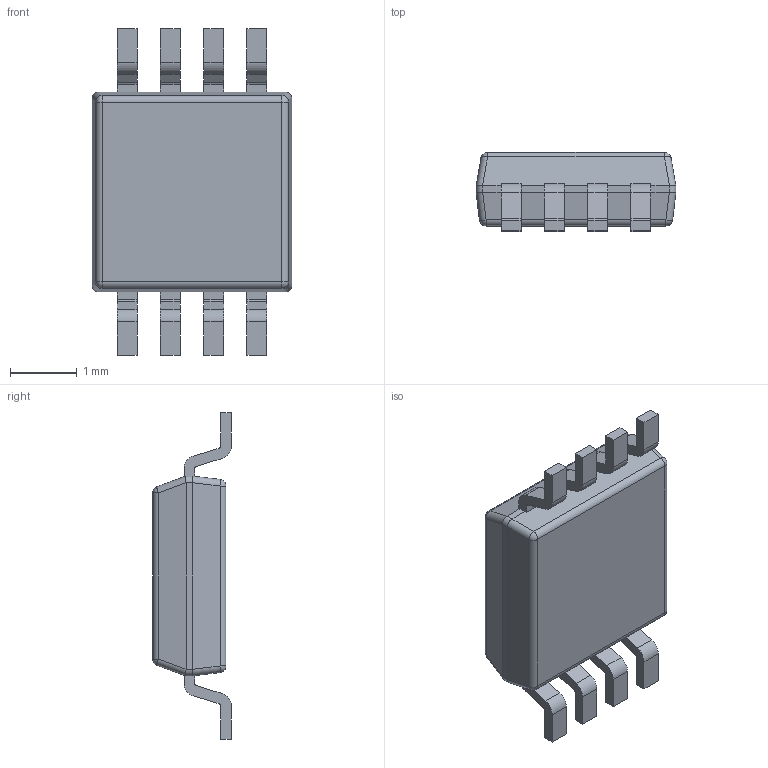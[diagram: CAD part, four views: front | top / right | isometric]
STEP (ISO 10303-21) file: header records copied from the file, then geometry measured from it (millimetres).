
FILE_DESCRIPTION (( 'STEP AP214' ), '1' );
FILE_NAME ('MORNTA2502AT5.STEP', '2024-09-23T08:20:03', ( '' ), ( '' ), 'SwSTEP 2.0', 'SolidWorks 2023', '' );
FILE_SCHEMA (( 'AUTOMOTIVE_DESIGN' ));
Length unit declared in the file: millimetre
Products named in the file (1): MORNTA2502AT5
Bounding box: 3 x 1.18 x 4.9 mm (x, y, z)
Volume: 9.8 mm3; surface area: 37.7 mm2
Topology: 1 solids, 1 shells, 157 faces, 438 edges, 284 vertices
Faces by surface type: plane 95, cylinder 54, sphere 8
Entity records: 6794 total; most frequent: CARTESIAN_POINT 988, ORIENTED_EDGE 876, DIRECTION 826, EDGE_CURVE 438, VECTOR 326, LINE 326, VERTEX_POINT 284, AXIS2_PLACEMENT_3D 250
